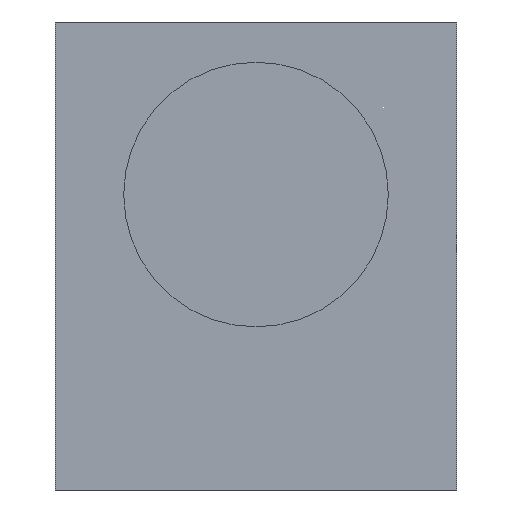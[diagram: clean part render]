
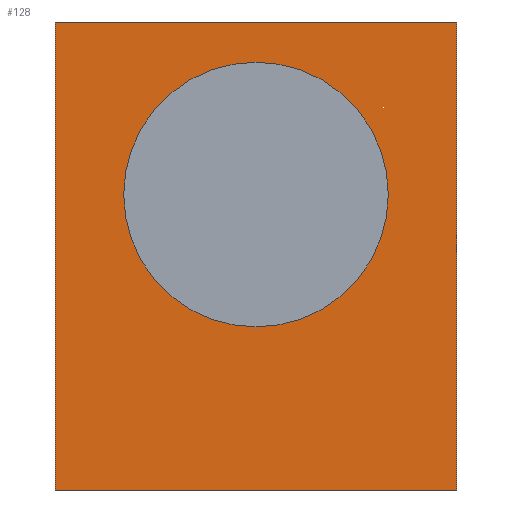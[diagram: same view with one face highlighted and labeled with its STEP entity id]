
A CAD part, front view. The second image highlights one B-rep face of the part: STEP entity #128.
In plain terms, the highlighted planar face has unit normal (0, -1, 0).
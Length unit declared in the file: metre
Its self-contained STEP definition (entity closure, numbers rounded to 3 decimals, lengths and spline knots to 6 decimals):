
#12=LINE('',#220,#24);
#16=LINE('',#228,#28);
#19=LINE('',#234,#31);
#21=LINE('',#237,#33);
#24=VECTOR('',#185,1.);
#28=VECTOR('',#191,1.);
#31=VECTOR('',#196,1.);
#33=VECTOR('',#200,1.);
#44=PLANE('',#165);
#66=ORIENTED_EDGE('',*,*,#78,.F.);
#67=ORIENTED_EDGE('',*,*,#82,.T.);
#68=ORIENTED_EDGE('',*,*,#85,.F.);
#69=ORIENTED_EDGE('',*,*,#87,.F.);
#78=EDGE_CURVE('',#92,#93,#12,.T.);
#82=EDGE_CURVE('',#92,#95,#16,.T.);
#85=EDGE_CURVE('',#97,#95,#19,.T.);
#87=EDGE_CURVE('',#93,#97,#21,.T.);
#92=VERTEX_POINT('',#219);
#93=VERTEX_POINT('',#221);
#95=VERTEX_POINT('',#227);
#97=VERTEX_POINT('',#233);
#108=EDGE_LOOP('',(#66,#67,#68,#69));
#118=FACE_BOUND('',#108,.T.);
#128=ADVANCED_FACE('',(#118),#44,.T.);
#165=AXIS2_PLACEMENT_3D('',#238,#201,#202);
#185=DIRECTION('',(1.,0.,0.));
#191=DIRECTION('',(0.,0.,-1.));
#196=DIRECTION('',(-1.,0.,0.));
#200=DIRECTION('',(0.,0.,-1.));
#201=DIRECTION('',(0.,-1.,0.));
#202=DIRECTION('',(1.,0.,0.));
#219=CARTESIAN_POINT('',(-0.002159,-0.006096,0.005029));
#220=CARTESIAN_POINT('',(0.,-0.006096,0.005029));
#221=CARTESIAN_POINT('',(0.002159,-0.006096,0.005029));
#227=CARTESIAN_POINT('',(-0.002159,-0.006096,0.));
#228=CARTESIAN_POINT('',(-0.002159,-0.006096,0.002515));
#233=CARTESIAN_POINT('',(0.002159,-0.006096,0.));
#234=CARTESIAN_POINT('',(0.,-0.006096,0.));
#237=CARTESIAN_POINT('',(0.002159,-0.006096,0.002515));
#238=CARTESIAN_POINT('',(0.,-0.006096,0.002515));
